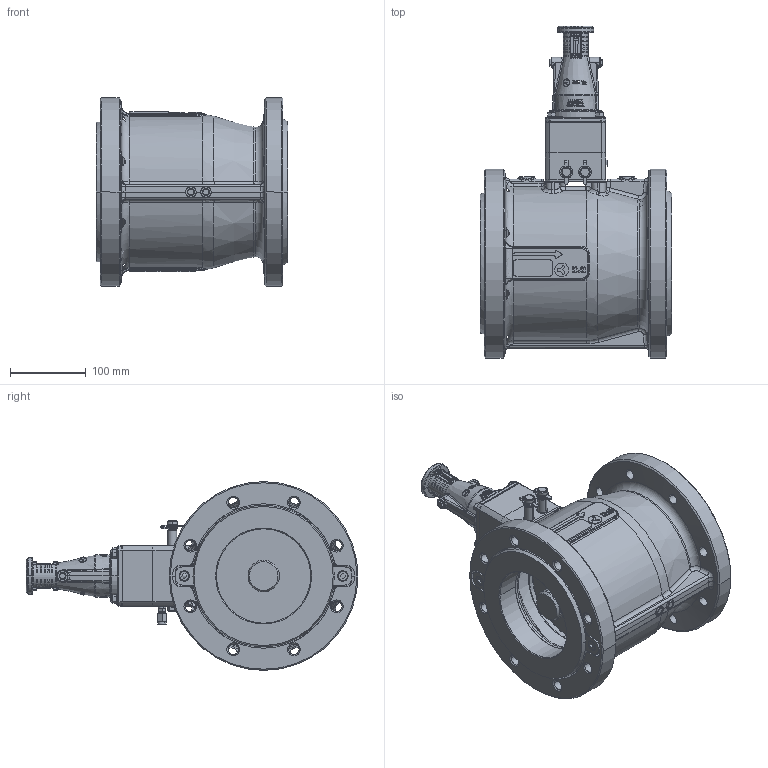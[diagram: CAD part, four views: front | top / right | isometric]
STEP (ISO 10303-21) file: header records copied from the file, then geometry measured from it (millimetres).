
FILE_DESCRIPTION (( 'STEP AP203' ), '1' );
FILE_NAME ('TA-PILOT-R DN125.step', '2015-05-13T09:33:14', ( 'Uporabnik' ), ( 'Hewlett-Packard Company' ), 'SwSTEP 2.0', 'SolidWorks 2014', '' );
FILE_SCHEMA (( 'CONFIG_CONTROL_DESIGN' ));
Length unit declared in the file: millimetre
Products named in the file (1): TA-PILOT-R DN125
Bounding box: 254 x 439.6 x 250 mm (x, y, z)
Surface area: 582132.6 mm2 (no closed solid volume)
Topology: 0 solids, 80 shells, 1747 faces, 6719 edges, 4844 vertices
Faces by surface type: plane 624, bspline 365, cylinder 326, cone 254, torus 155, sphere 23
Entity records: 96592 total; most frequent: CARTESIAN_POINT 45891, ORIENTED_EDGE 10152, DIRECTION 9109, EDGE_CURVE 6708, VERTEX_POINT 4844, AXIS2_PLACEMENT_3D 3276, LINE 2557, VECTOR 2557
